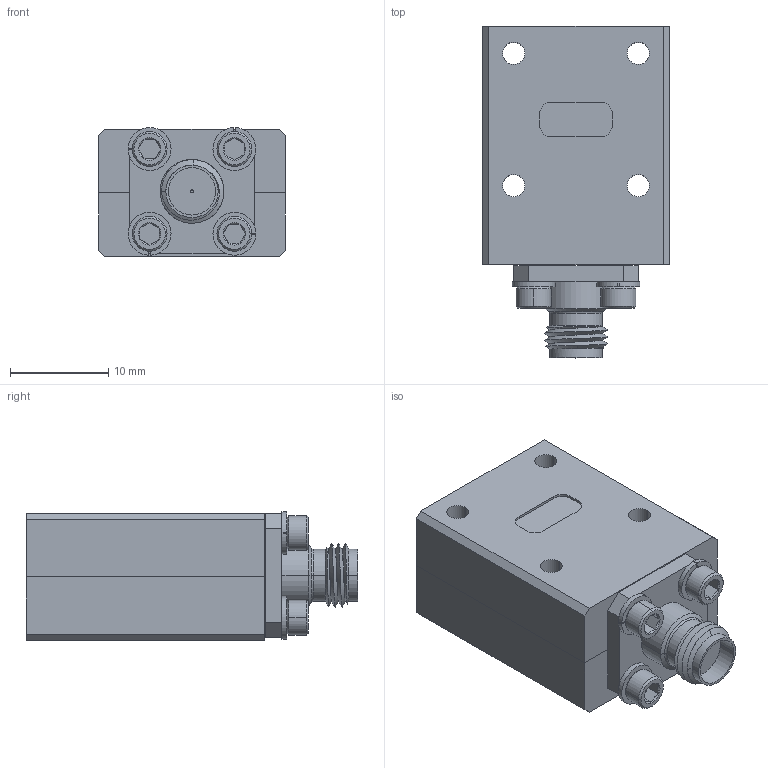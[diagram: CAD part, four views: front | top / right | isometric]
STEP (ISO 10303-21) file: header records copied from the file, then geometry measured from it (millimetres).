
FILE_DESCRIPTION (( 'STEP AP203' ), '1' );
FILE_NAME ('DMFP-28-101-1 Defeatured.STEP', '2018-08-06T16:00:38', ( '' ), ( '' ), 'SwSTEP 2.0', 'SolidWorks 2016', '' );
FILE_SCHEMA (( 'CONFIG_CONTROL_DESIGN' ));
Length unit declared in the file: inch
Products named in the file (1): DMFP-28-101-1 Defeatured
Bounding box: 19.05 x 33.81 x 13.13 mm (x, y, z)
Surface area: 3418.6 mm2 (no closed solid volume)
Topology: 0 solids, 16 shells, 276 faces, 638 edges, 390 vertices
Faces by surface type: plane 119, cone 97, cylinder 56, torus 2, bspline 2
Entity records: 8973 total; most frequent: CARTESIAN_POINT 2701, DIRECTION 1339, ORIENTED_EDGE 1177, EDGE_CURVE 638, AXIS2_PLACEMENT_3D 516, VERTEX_POINT 390, EDGE_LOOP 315, LINE 307
